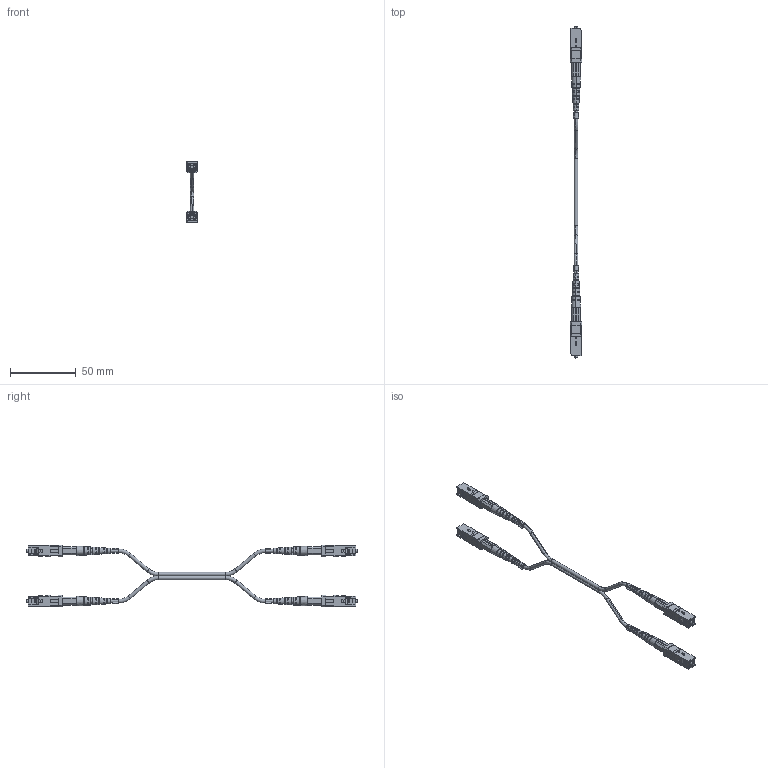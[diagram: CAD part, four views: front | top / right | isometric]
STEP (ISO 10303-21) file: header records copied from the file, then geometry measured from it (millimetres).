
FILE_DESCRIPTION (( 'STEP AP214' ), '1' );
FILE_NAME ('SFODSC-COLOR.STEP', '2007-11-14T20:12:56', ( ' ' ), ( ' ' ), 'SwSTEP 2.0', 'SolidWorks 2007', '' );
FILE_SCHEMA (( 'AUTOMOTIVE_DESIGN' ));
Length unit declared in the file: inch
Products named in the file (9): LBL-C3P-A; LBL-C3P-B; CONN-95-200-08-BP3B MA3; CONN-95-200-08-BP3B MA2; CONN-95-200-08-BP3B; N602-INS-ZC-10C; SFODSC-COLOR; CONN-95-200-08-BP3B MA4; CONN-95-200-08-BP3B MA1
Assembly tree (13 placements, depth 3):
  SFODSC-COLOR
    LBL-C3P-A  x2
    LBL-C3P-B  x2
    CONN-95-200-08-BP3B  x4
      CONN-95-200-08-BP3B MA3
      CONN-95-200-08-BP3B MA4
      CONN-95-200-08-BP3B MA1
      CONN-95-200-08-BP3B MA2
    N602-INS-ZC-10C
Bounding box: 8.89 x 252.74 x 47.19 mm (x, y, z)
Volume: 9107.9 mm3; surface area: 19043.5 mm2
Topology: 21 solids, 21 shells, 1231 faces, 3521 edges, 2302 vertices
Faces by surface type: plane 1028, cylinder 137, cone 24, torus 24, bspline 18
Entity records: 14235 total; most frequent: CARTESIAN_POINT 3006, ORIENTED_EDGE 2026, DIRECTION 1896, EDGE_CURVE 1013, LINE 690, VECTOR 690, VERTEX_POINT 656, AXIS2_PLACEMENT_3D 603
